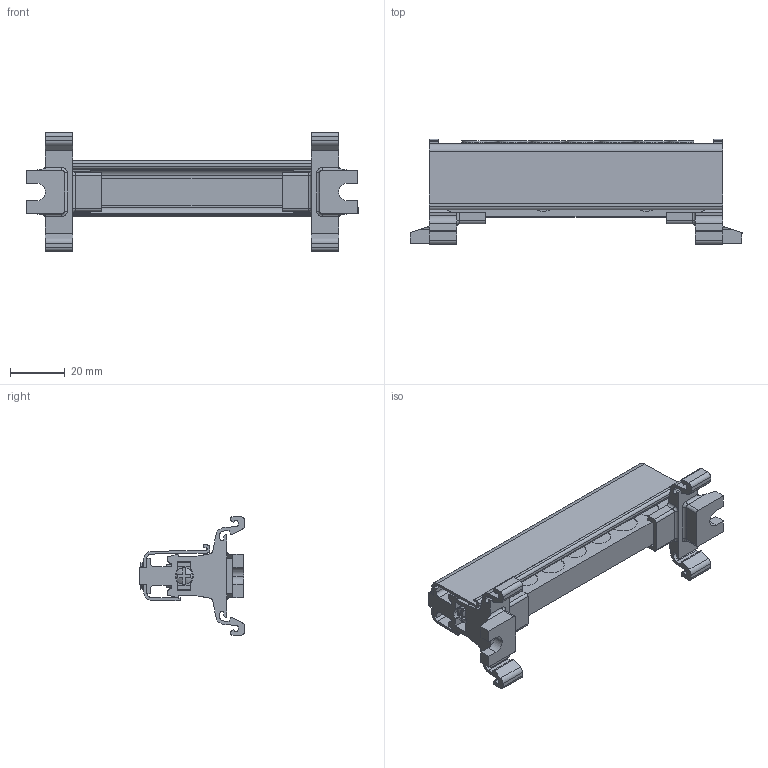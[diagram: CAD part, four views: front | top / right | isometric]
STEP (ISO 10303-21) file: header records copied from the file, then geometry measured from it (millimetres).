
FILE_DESCRIPTION (( 'STEP AP203' ), '1' );
FILE_NAME ('10x15 Tek Kutuplu Daðýtýcý Ünite - 7 Delikli.STEP', '2018-12-07T11:11:02', ( '' ), ( '' ), 'SwSTEP 2.0', 'SolidWorks 2011', '' );
FILE_SCHEMA (( 'CONFIG_CONTROL_DESIGN' ));
Length unit declared in the file: millimetre
Products named in the file (1): 10x15 Tek Kutuplu Daðýtýcý Ünite - 7 Delikli
Bounding box: 121 x 38.38 x 43.2 mm (x, y, z)
Volume: 30490.8 mm3; surface area: 25988.9 mm2
Topology: 1 solids, 4 shells, 804 faces, 2228 edges, 1444 vertices
Faces by surface type: plane 439, cylinder 217, bspline 52, cone 49, torus 47
Entity records: 27622 total; most frequent: CARTESIAN_POINT 7085, ORIENTED_EDGE 4456, DIRECTION 4115, EDGE_CURVE 2228, VERTEX_POINT 1444, LINE 1375, VECTOR 1375, AXIS2_PLACEMENT_3D 1370
